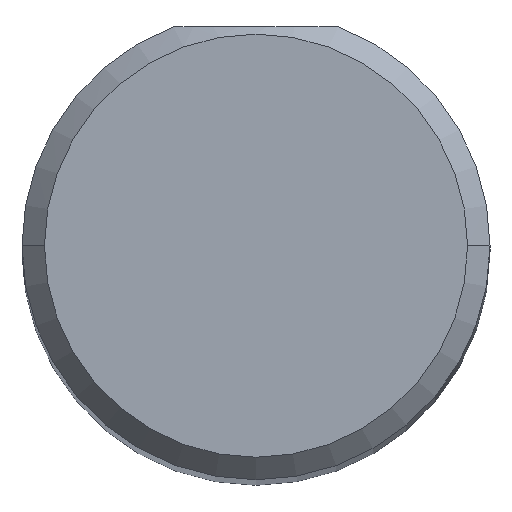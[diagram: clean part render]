
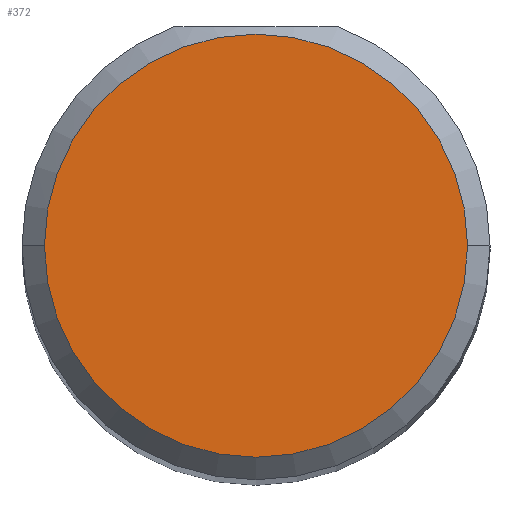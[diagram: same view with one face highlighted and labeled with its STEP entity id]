
A CAD part, top view. The second image highlights one B-rep face of the part: STEP entity #372.
In plain terms, the highlighted planar face has unit normal (0, 0, 1).
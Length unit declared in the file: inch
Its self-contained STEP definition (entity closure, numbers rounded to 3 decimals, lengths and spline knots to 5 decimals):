
#54 = EDGE_CURVE ( 'NONE', #232, #246, #480, .T. ) ;
#102 = DIRECTION ( 'NONE',  ( 0., 0., -1. ) ) ;
#136 = DIRECTION ( 'NONE',  ( 0., 0., -1. ) ) ;
#143 = PLANE ( 'NONE',  #460 ) ;
#158 = CARTESIAN_POINT ( 'NONE',  ( 0.76625, 0., 2.5 ) ) ;
#216 = AXIS2_PLACEMENT_3D ( 'NONE', #341, #102, #306 ) ;
#231 = CARTESIAN_POINT ( 'NONE',  ( 0.625, 0., 2.5 ) ) ;
#232 = VERTEX_POINT ( 'NONE', #158 ) ;
#246 = VERTEX_POINT ( 'NONE', #535 ) ;
#260 = EDGE_CURVE ( 'NONE', #246, #232, #478, .T. ) ;
#279 = CARTESIAN_POINT ( 'NONE',  ( 0.625, 0., 2.5 ) ) ;
#306 = DIRECTION ( 'NONE',  ( -1., 0., 0. ) ) ;
#336 = DIRECTION ( 'NONE',  ( -1., 0., 0. ) ) ;
#341 = CARTESIAN_POINT ( 'NONE',  ( 0.625, 0., 2.5 ) ) ;
#351 = EDGE_LOOP ( 'NONE', ( #518, #587 ) ) ;
#372 = ADVANCED_FACE ( 'NONE', ( #570 ), #143, .T. ) ;
#460 = AXIS2_PLACEMENT_3D ( 'NONE', #231, #612, #615 ) ;
#478 = CIRCLE ( 'NONE', #216, 0.14125 ) ;
#480 = CIRCLE ( 'NONE', #593, 0.14125 ) ;
#518 = ORIENTED_EDGE ( 'NONE', *, *, #54, .F. ) ;
#535 = CARTESIAN_POINT ( 'NONE',  ( 0.48375, 0., 2.5 ) ) ;
#570 = FACE_OUTER_BOUND ( 'NONE', #351, .T. ) ;
#587 = ORIENTED_EDGE ( 'NONE', *, *, #260, .F. ) ;
#593 = AXIS2_PLACEMENT_3D ( 'NONE', #279, #136, #336 ) ;
#612 = DIRECTION ( 'NONE',  ( 0., 0., 1. ) ) ;
#615 = DIRECTION ( 'NONE',  ( -1., 0., 0. ) ) ;
